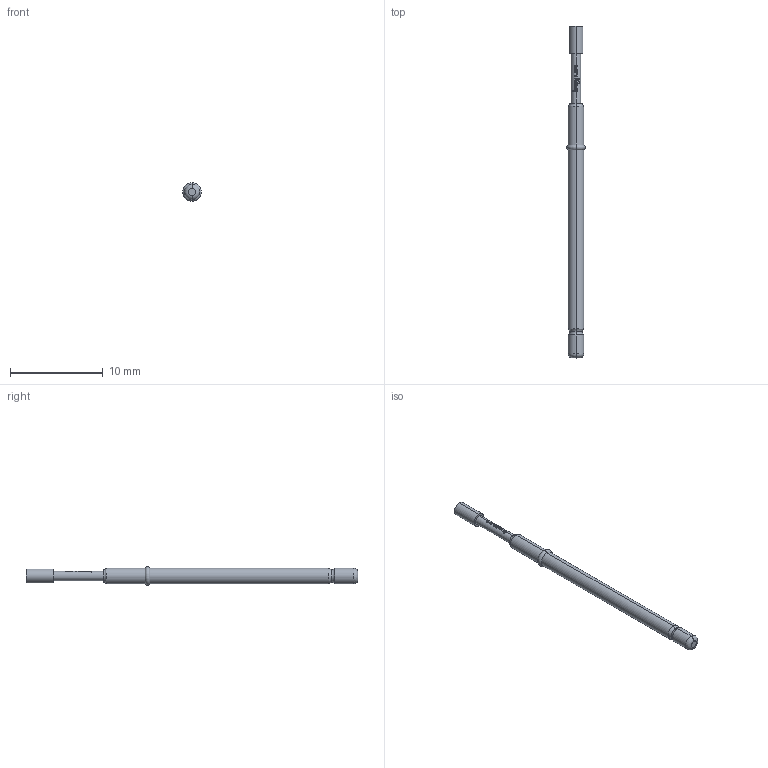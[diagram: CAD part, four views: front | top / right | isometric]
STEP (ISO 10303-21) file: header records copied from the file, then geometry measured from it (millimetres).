
FILE_DESCRIPTION (( 'STEP AP203' ), '1' );
FILE_NAME ('INGUN_GKS-112_302_150_A_xx05.STEP', '2022-01-12T10:05:45', ( 'ochi' ), ( '' ), 'SwSTEP 2.0', 'SolidWorks 2018', '' );
FILE_SCHEMA (( 'CONFIG_CONTROL_DESIGN' ));
Length unit declared in the file: millimetre
Products named in the file (1): INGUN_GKS-112_302_150_A_xx05
Bounding box: 2 x 35.7 x 2 mm (x, y, z)
Volume: 67.7 mm3; surface area: 178.6 mm2
Topology: 1 solids, 1 shells, 105 faces, 286 edges, 186 vertices
Faces by surface type: plane 44, cylinder 29, bspline 22, torus 10
Entity records: 3679 total; most frequent: CARTESIAN_POINT 1078, ORIENTED_EDGE 572, DIRECTION 480, EDGE_CURVE 286, AXIS2_PLACEMENT_3D 196, VERTEX_POINT 186, CIRCLE 112, EDGE_LOOP 108
